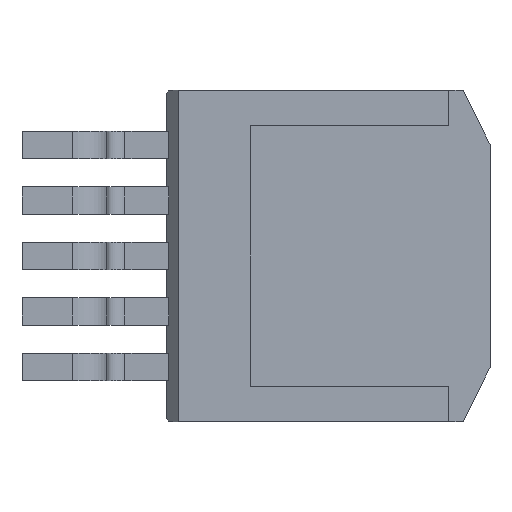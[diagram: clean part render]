
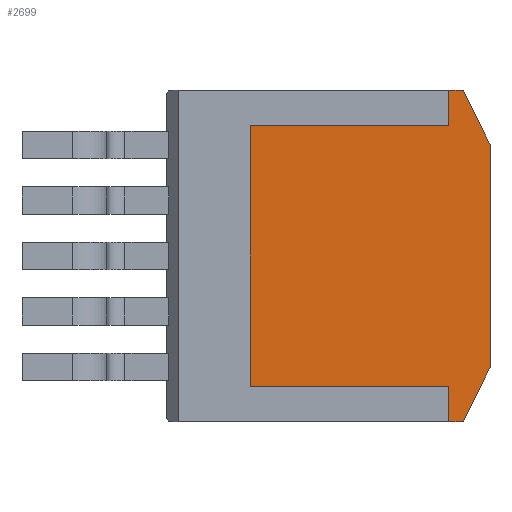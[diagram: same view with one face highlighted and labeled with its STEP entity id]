
A CAD part, front view. The second image highlights one B-rep face of the part: STEP entity #2699.
In plain terms, the highlighted planar face has unit normal (0, -1, 0).
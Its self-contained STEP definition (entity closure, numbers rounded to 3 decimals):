
#29 = CARTESIAN_POINT ( 'NONE',  ( 5.905, 0., 4. ) ) ;
#58 = LINE ( 'NONE', #1487, #1751 ) ;
#73 = DIRECTION ( 'NONE',  ( 1., 0., 0. ) ) ;
#127 = PLANE ( 'NONE',  #2661 ) ;
#161 = LINE ( 'NONE', #2219, #1447 ) ;
#176 = ORIENTED_EDGE ( 'NONE', *, *, #1836, .T. ) ;
#178 = FACE_OUTER_BOUND ( 'NONE', #2891, .T. ) ;
#206 = VERTEX_POINT ( 'NONE', #1205 ) ;
#218 = EDGE_CURVE ( 'NONE', #2959, #518, #987, .T. ) ;
#233 = VECTOR ( 'NONE', #1166, 1000. ) ;
#268 = VERTEX_POINT ( 'NONE', #1911 ) ;
#306 = DIRECTION ( 'NONE',  ( 0.442, 0., 0.897 ) ) ;
#323 = CARTESIAN_POINT ( 'NONE',  ( 5.905, 0., -4. ) ) ;
#384 = LINE ( 'NONE', #1095, #2226 ) ;
#394 = VECTOR ( 'NONE', #1368, 1000. ) ;
#413 = LINE ( 'NONE', #2583, #233 ) ;
#426 = DIRECTION ( 'NONE',  ( 0., 0., 1. ) ) ;
#427 = CARTESIAN_POINT ( 'NONE',  ( 0., 0., 5.08 ) ) ;
#439 = VECTOR ( 'NONE', #2042, 1000. ) ;
#518 = VERTEX_POINT ( 'NONE', #1257 ) ;
#527 = VECTOR ( 'NONE', #1561, 1000. ) ;
#530 = VERTEX_POINT ( 'NONE', #572 ) ;
#549 = LINE ( 'NONE', #1983, #1029 ) ;
#572 = CARTESIAN_POINT ( 'NONE',  ( 7.175, 0., -3.43 ) ) ;
#592 = VECTOR ( 'NONE', #73, 1000. ) ;
#711 = EDGE_CURVE ( 'NONE', #1173, #1438, #58, .T. ) ;
#850 = LINE ( 'NONE', #1048, #439 ) ;
#919 = VECTOR ( 'NONE', #2675, 1000. ) ;
#954 = EDGE_CURVE ( 'NONE', #2181, #2820, #413, .T. ) ;
#987 = LINE ( 'NONE', #1471, #919 ) ;
#1025 = CARTESIAN_POINT ( 'NONE',  ( 0., 0., -5.08 ) ) ;
#1029 = VECTOR ( 'NONE', #306, 1000. ) ;
#1040 = DIRECTION ( 'NONE',  ( -1., 0., 0. ) ) ;
#1041 = ORIENTED_EDGE ( 'NONE', *, *, #218, .F. ) ;
#1048 = CARTESIAN_POINT ( 'NONE',  ( 7.134, 0., 3.514 ) ) ;
#1052 = LINE ( 'NONE', #2310, #527 ) ;
#1094 = CARTESIAN_POINT ( 'NONE',  ( 0., 0., 0. ) ) ;
#1095 = CARTESIAN_POINT ( 'NONE',  ( 7.175, 0., 0. ) ) ;
#1111 = ORIENTED_EDGE ( 'NONE', *, *, #2731, .T. ) ;
#1166 = DIRECTION ( 'NONE',  ( 0., 0., -1. ) ) ;
#1173 = VERTEX_POINT ( 'NONE', #1718 ) ;
#1178 = ORIENTED_EDGE ( 'NONE', *, *, #1540, .F. ) ;
#1205 = CARTESIAN_POINT ( 'NONE',  ( 6.362, 0., -5.08 ) ) ;
#1253 = CARTESIAN_POINT ( 'NONE',  ( 7.175, 0., 3.43 ) ) ;
#1257 = CARTESIAN_POINT ( 'NONE',  ( 5.905, 0., 5.08 ) ) ;
#1368 = DIRECTION ( 'NONE',  ( -1., 0., 0. ) ) ;
#1438 = VERTEX_POINT ( 'NONE', #323 ) ;
#1447 = VECTOR ( 'NONE', #1040, 1000. ) ;
#1467 = CARTESIAN_POINT ( 'NONE',  ( -0.175, 0., 4. ) ) ;
#1471 = CARTESIAN_POINT ( 'NONE',  ( 5.905, 0., 0. ) ) ;
#1487 = CARTESIAN_POINT ( 'NONE',  ( 5.905, 0., 0. ) ) ;
#1522 = EDGE_CURVE ( 'NONE', #2959, #2181, #161, .T. ) ;
#1533 = DIRECTION ( 'NONE',  ( 0., 0., -1. ) ) ;
#1540 = EDGE_CURVE ( 'NONE', #1438, #2820, #1052, .T. ) ;
#1561 = DIRECTION ( 'NONE',  ( -1., 0., 0. ) ) ;
#1583 = LINE ( 'NONE', #427, #394 ) ;
#1653 = DIRECTION ( 'NONE',  ( 0., 0., 1. ) ) ;
#1718 = CARTESIAN_POINT ( 'NONE',  ( 5.905, 0., -5.08 ) ) ;
#1751 = VECTOR ( 'NONE', #1653, 1000. ) ;
#1836 = EDGE_CURVE ( 'NONE', #268, #518, #1583, .T. ) ;
#1887 = ORIENTED_EDGE ( 'NONE', *, *, #2428, .T. ) ;
#1911 = CARTESIAN_POINT ( 'NONE',  ( 6.362, 0., 5.08 ) ) ;
#1956 = ORIENTED_EDGE ( 'NONE', *, *, #2232, .T. ) ;
#1983 = CARTESIAN_POINT ( 'NONE',  ( 7.134, 0., -3.514 ) ) ;
#2042 = DIRECTION ( 'NONE',  ( -0.442, 0., 0.897 ) ) ;
#2181 = VERTEX_POINT ( 'NONE', #1467 ) ;
#2216 = ORIENTED_EDGE ( 'NONE', *, *, #2988, .T. ) ;
#2219 = CARTESIAN_POINT ( 'NONE',  ( 0., 0., 4. ) ) ;
#2226 = VECTOR ( 'NONE', #426, 1000. ) ;
#2232 = EDGE_CURVE ( 'NONE', #1173, #206, #2872, .T. ) ;
#2310 = CARTESIAN_POINT ( 'NONE',  ( 0., 0., -4. ) ) ;
#2395 = ORIENTED_EDGE ( 'NONE', *, *, #954, .T. ) ;
#2428 = EDGE_CURVE ( 'NONE', #530, #2619, #384, .T. ) ;
#2499 = ORIENTED_EDGE ( 'NONE', *, *, #711, .F. ) ;
#2566 = CARTESIAN_POINT ( 'NONE',  ( -0.175, 0., -4. ) ) ;
#2583 = CARTESIAN_POINT ( 'NONE',  ( -0.175, 0., 0. ) ) ;
#2619 = VERTEX_POINT ( 'NONE', #1253 ) ;
#2661 = AXIS2_PLACEMENT_3D ( 'NONE', #1094, #2701, #1533 ) ;
#2675 = DIRECTION ( 'NONE',  ( 0., 0., 1. ) ) ;
#2699 = ADVANCED_FACE ( 'NONE', ( #178 ), #127, .T. ) ;
#2701 = DIRECTION ( 'NONE',  ( 0., -1., 0. ) ) ;
#2731 = EDGE_CURVE ( 'NONE', #2619, #268, #850, .T. ) ;
#2820 = VERTEX_POINT ( 'NONE', #2566 ) ;
#2872 = LINE ( 'NONE', #1025, #592 ) ;
#2891 = EDGE_LOOP ( 'NONE', ( #1111, #176, #1041, #2923, #2395, #1178, #2499, #1956, #2216, #1887 ) ) ;
#2923 = ORIENTED_EDGE ( 'NONE', *, *, #1522, .T. ) ;
#2959 = VERTEX_POINT ( 'NONE', #29 ) ;
#2988 = EDGE_CURVE ( 'NONE', #206, #530, #549, .T. ) ;
